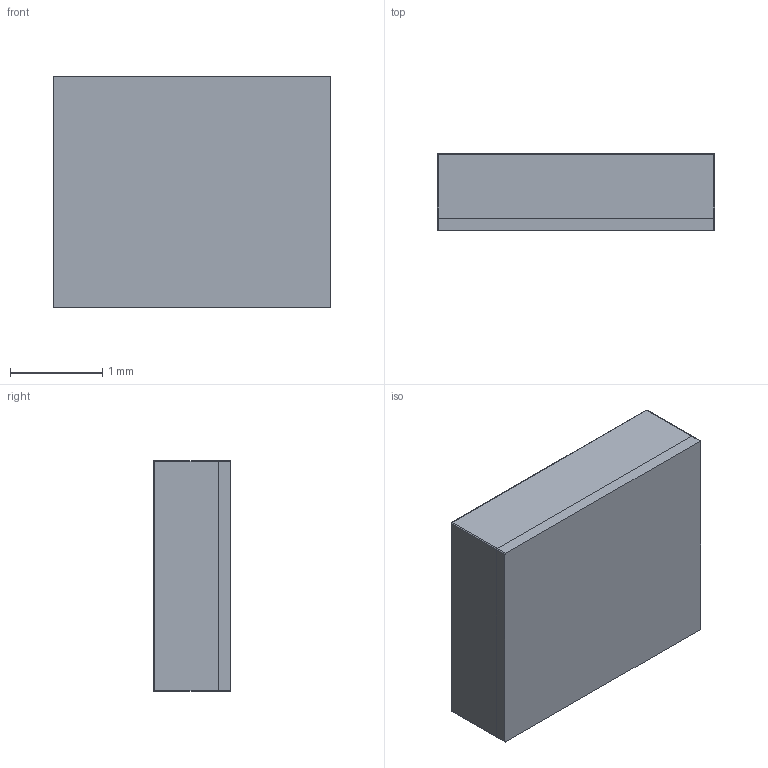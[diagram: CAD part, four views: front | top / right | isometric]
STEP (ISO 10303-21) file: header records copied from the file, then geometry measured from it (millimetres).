
FILE_DESCRIPTION (( 'STEP AP214' ), '1' );
FILE_NAME ('BMI160.STEP', '2019-07-06T07:48:46', ( '' ), ( '' ), 'SwSTEP 2.0', 'SolidWorks 2018', '' );
FILE_SCHEMA (( 'AUTOMOTIVE_DESIGN' ));
Length unit declared in the file: millimetre
Products named in the file (1): BMI160
Bounding box: 3 x 0.83 x 2.5 mm (x, y, z)
Volume: 6.2 mm3; surface area: 42.3 mm2
Topology: 8 solids, 8 shells, 174 faces, 436 edges, 284 vertices
Faces by surface type: plane 104, bspline 54, cylinder 12, sphere 4
Entity records: 9763 total; most frequent: CARTESIAN_POINT 4689, ORIENTED_EDGE 864, DIRECTION 590, EDGE_CURVE 432, LINE 300, VECTOR 300, VERTEX_POINT 284, EDGE_LOOP 192
